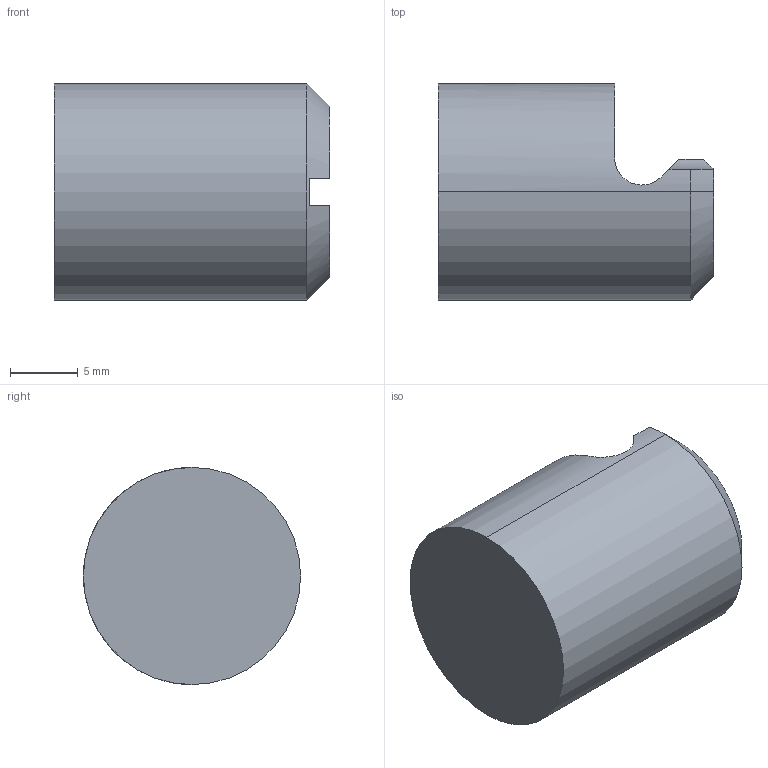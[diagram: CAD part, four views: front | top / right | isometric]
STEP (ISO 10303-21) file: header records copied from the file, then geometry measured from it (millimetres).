
FILE_DESCRIPTION (( 'STEP AP214' ), '1' );
FILE_NAME ('1702.740.stp', '2018-03-26T11:25:12', ( '' ), ( '' ), 'SwSTEP 2.0', 'SolidWorks 2016', '' );
FILE_SCHEMA (( 'AUTOMOTIVE_DESIGN' ));
Length unit declared in the file: millimetre
Products named in the file (1): 1702.740
Bounding box: 20.3 x 16 x 16 mm (x, y, z)
Volume: 3440.2 mm3; surface area: 1377.8 mm2
Topology: 1 solids, 1 shells, 23 faces, 61 edges, 40 vertices
Faces by surface type: plane 14, cylinder 6, cone 3
Entity records: 803 total; most frequent: CARTESIAN_POINT 204, ORIENTED_EDGE 122, DIRECTION 104, EDGE_CURVE 61, VERTEX_POINT 40, AXIS2_PLACEMENT_3D 36, VECTOR 32, LINE 32
